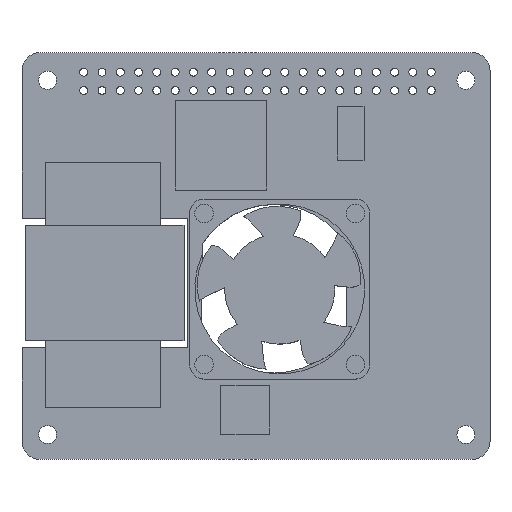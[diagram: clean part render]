
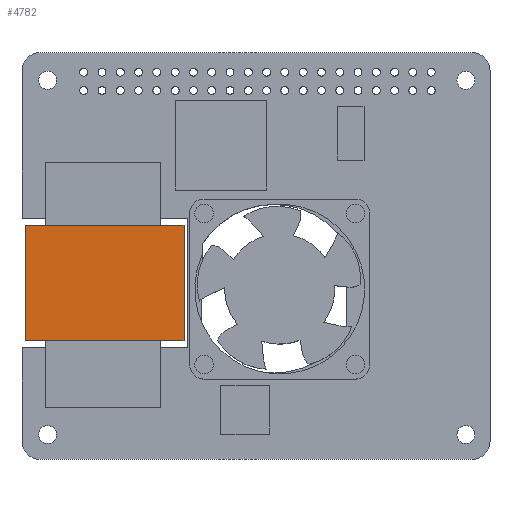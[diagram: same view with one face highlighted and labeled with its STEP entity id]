
A CAD part, top view. The second image highlights one B-rep face of the part: STEP entity #4782.
In plain terms, the highlighted planar face has unit normal (0, 0, 1).
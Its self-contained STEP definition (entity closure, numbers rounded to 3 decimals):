
#922=FACE_OUTER_BOUND('',#1355,.T.);
#1355=EDGE_LOOP('',(#4420,#4421,#4422,#4423));
#1716=LINE('',#8126,#2085);
#1719=LINE('',#8132,#2088);
#1722=LINE('',#8138,#2091);
#1725=LINE('',#8142,#2094);
#2085=VECTOR('',#6797,10.);
#2088=VECTOR('',#6802,10.);
#2091=VECTOR('',#6807,10.);
#2094=VECTOR('',#6812,10.);
#2511=VERTEX_POINT('',#8123);
#2512=VERTEX_POINT('',#8125);
#2514=VERTEX_POINT('',#8131);
#2516=VERTEX_POINT('',#8137);
#3144=EDGE_CURVE('',#2512,#2511,#1716,.T.);
#3147=EDGE_CURVE('',#2514,#2512,#1719,.T.);
#3150=EDGE_CURVE('',#2516,#2514,#1722,.T.);
#3153=EDGE_CURVE('',#2511,#2516,#1725,.T.);
#4420=ORIENTED_EDGE('',*,*,#3153,.T.);
#4421=ORIENTED_EDGE('',*,*,#3150,.T.);
#4422=ORIENTED_EDGE('',*,*,#3147,.T.);
#4423=ORIENTED_EDGE('',*,*,#3144,.T.);
#4537=PLANE('',#5396);
#4782=ADVANCED_FACE('',(#922),#4537,.T.);
#5396=AXIS2_PLACEMENT_3D('',#8143,#6813,#6814);
#6797=DIRECTION('',(0.,-1.,0.));
#6802=DIRECTION('',(-1.,0.,0.));
#6807=DIRECTION('',(0.,1.,0.));
#6812=DIRECTION('',(1.,0.,0.));
#6813=DIRECTION('center_axis',(0.,0.,1.));
#6814=DIRECTION('ref_axis',(1.,0.,0.));
#8123=CARTESIAN_POINT('',(-32.,-11.75,6.04));
#8125=CARTESIAN_POINT('',(-32.,4.25,6.04));
#8126=CARTESIAN_POINT('',(-32.,-11.75,6.04));
#8131=CARTESIAN_POINT('',(-10.,4.25,6.04));
#8132=CARTESIAN_POINT('',(-32.,4.25,6.04));
#8137=CARTESIAN_POINT('',(-10.,-11.75,6.04));
#8138=CARTESIAN_POINT('',(-10.,4.25,6.04));
#8142=CARTESIAN_POINT('',(-10.,-11.75,6.04));
#8143=CARTESIAN_POINT('Origin',(-21.,-3.75,6.04));
